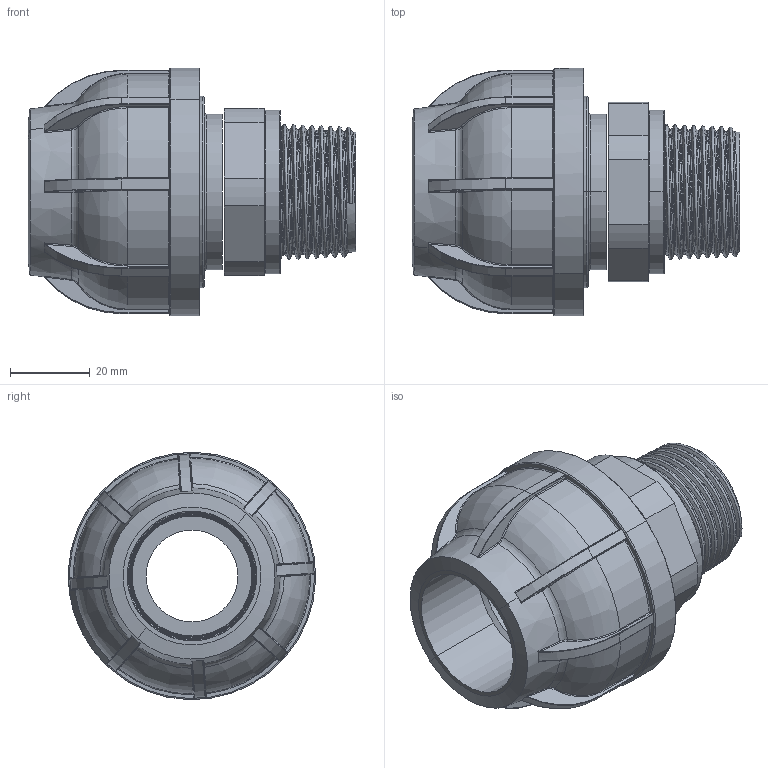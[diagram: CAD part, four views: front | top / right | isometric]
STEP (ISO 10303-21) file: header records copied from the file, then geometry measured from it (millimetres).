
FILE_DESCRIPTION (( 'STEP AP203' ), '1' );
FILE_NAME ('R203.032.001.step', '2013-11-19T09:06:34', ( 'Alusic' ), ( 'Alusic' ), 'SwSTEP 2.0', 'SolidWorks 2011', '' );
FILE_SCHEMA (( 'CONFIG_CONTROL_DESIGN' ));
Products named in the file (1): R203.032.001
Bounding box: 82.15 x 61.98 x 61.98 mm (x, y, z)
Surface area: 29710.5 mm2 (no closed solid volume)
Topology: 0 solids, 4 shells, 582 faces, 1965 edges, 1268 vertices
Faces by surface type: cylinder 168, torus 137, bspline 131, plane 114, cone 27, sphere 5
Entity records: 41221 total; most frequent: CARTESIAN_POINT 26076, ORIENTED_EDGE 3229, DIRECTION 2864, EDGE_CURVE 1956, VERTEX_POINT 1268, AXIS2_PLACEMENT_3D 1243, CIRCLE 791, B_SPLINE_CURVE_WITH_KNOTS 739
